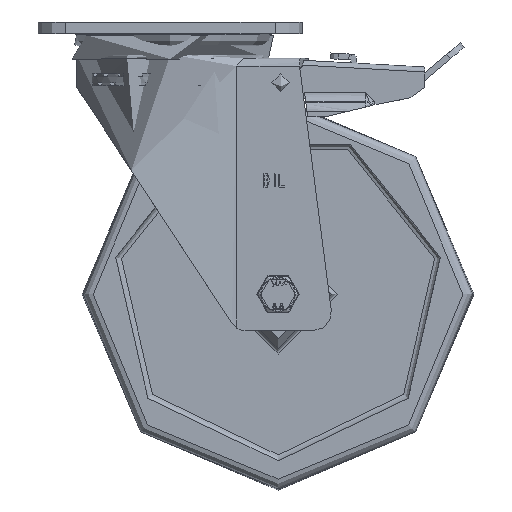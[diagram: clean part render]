
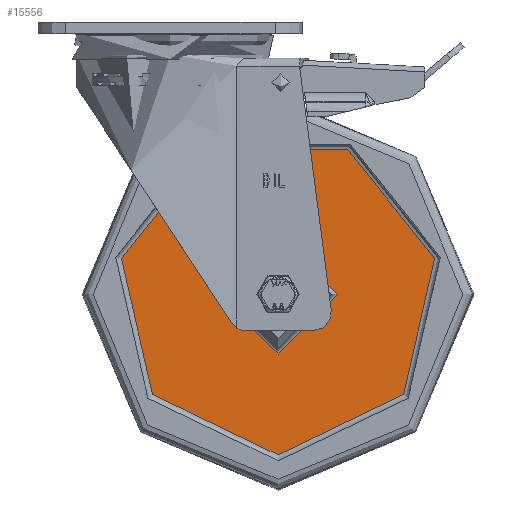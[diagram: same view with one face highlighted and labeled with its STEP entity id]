
A CAD part, front view. The second image highlights one B-rep face of the part: STEP entity #15556.
In plain terms, the highlighted planar face has unit normal (0, -1, 0).
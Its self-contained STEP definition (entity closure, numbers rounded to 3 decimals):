
#439=FACE_BOUND('',#2731,.T.);
#825=PLANE('',#17125);
#1811=FACE_OUTER_BOUND('',#2730,.T.);
#2730=EDGE_LOOP('',(#13131));
#2731=EDGE_LOOP('',(#13132));
#6139=CIRCLE('',#17124,30.5);
#6140=CIRCLE('',#17126,82.);
#7355=VERTEX_POINT('',#29004);
#7356=VERTEX_POINT('',#29008);
#9349=EDGE_CURVE('',#7355,#7355,#6139,.T.);
#9350=EDGE_CURVE('',#7356,#7356,#6140,.T.);
#13131=ORIENTED_EDGE('',*,*,#9350,.F.);
#13132=ORIENTED_EDGE('',*,*,#9349,.T.);
#15556=ADVANCED_FACE('',(#1811,#439),#825,.T.);
#17124=AXIS2_PLACEMENT_3D('',#29006,#20645,#20646);
#17125=AXIS2_PLACEMENT_3D('',#29007,#20647,#20648);
#17126=AXIS2_PLACEMENT_3D('',#29009,#20649,#20650);
#20645=DIRECTION('center_axis',(0.,1.,0.));
#20646=DIRECTION('ref_axis',(1.,0.,0.));
#20647=DIRECTION('center_axis',(0.,-1.,0.));
#20648=DIRECTION('ref_axis',(0.,0.,-1.));
#20649=DIRECTION('center_axis',(0.,1.,0.));
#20650=DIRECTION('ref_axis',(1.,0.,0.));
#29004=CARTESIAN_POINT('',(0.,-5.5,-30.5));
#29006=CARTESIAN_POINT('Origin',(0.,-5.5,0.));
#29007=CARTESIAN_POINT('Origin',(0.,-5.5,82.));
#29008=CARTESIAN_POINT('',(0.,-5.5,-82.));
#29009=CARTESIAN_POINT('Origin',(0.,-5.5,0.));
